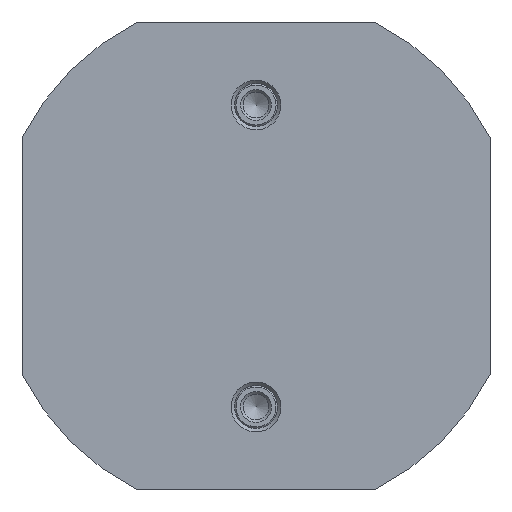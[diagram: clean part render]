
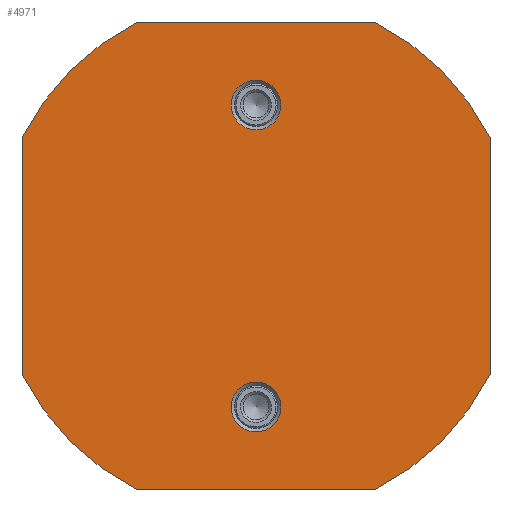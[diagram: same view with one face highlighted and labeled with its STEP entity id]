
A CAD part, front view. The second image highlights one B-rep face of the part: STEP entity #4971.
In plain terms, the highlighted planar face has unit normal (0, -1, 0).
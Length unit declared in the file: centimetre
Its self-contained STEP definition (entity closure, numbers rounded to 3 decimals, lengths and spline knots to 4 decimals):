
#159=FACE_BOUND('',#1449,.T.);
#160=FACE_BOUND('',#1450,.T.);
#161=FACE_BOUND('',#1451,.T.);
#424=LINE('',#7730,#744);
#427=LINE('',#7747,#747);
#430=LINE('',#7773,#750);
#433=LINE('',#7785,#753);
#744=VECTOR('',#6191,6.2809);
#747=VECTOR('',#6206,6.2809);
#750=VECTOR('',#6233,6.2809);
#753=VECTOR('',#6244,6.2809);
#1449=EDGE_LOOP('',(#3526));
#1450=EDGE_LOOP('',(#3527,#3528,#3529,#3530,#3531,#3532,#3533,#3534));
#1451=EDGE_LOOP('',(#3535));
#1770=CIRCLE('',#5328,6.95);
#1772=CIRCLE('',#5332,6.95);
#1779=CIRCLE('',#5346,6.95);
#1781=CIRCLE('',#5350,6.95);
#1788=CIRCLE('',#5364,0.66);
#1789=CIRCLE('',#5366,0.66);
#2112=VERTEX_POINT('',#7719);
#2113=VERTEX_POINT('',#7721);
#2115=VERTEX_POINT('',#7729);
#2117=VERTEX_POINT('',#7735);
#2120=VERTEX_POINT('',#7746);
#2126=VERTEX_POINT('',#7764);
#2128=VERTEX_POINT('',#7772);
#2130=VERTEX_POINT('',#7778);
#2137=VERTEX_POINT('',#7804);
#2138=VERTEX_POINT('',#7807);
#2617=EDGE_CURVE('',#2113,#2112,#1770,.T.);
#2620=EDGE_CURVE('',#2115,#2113,#424,.T.);
#2623=EDGE_CURVE('',#2117,#2115,#1772,.T.);
#2627=EDGE_CURVE('',#2120,#2117,#427,.T.);
#2634=EDGE_CURVE('',#2126,#2120,#1779,.T.);
#2637=EDGE_CURVE('',#2128,#2126,#430,.T.);
#2640=EDGE_CURVE('',#2130,#2128,#1781,.T.);
#2643=EDGE_CURVE('',#2112,#2130,#433,.T.);
#2650=EDGE_CURVE('',#2137,#2137,#1788,.T.);
#2651=EDGE_CURVE('',#2138,#2138,#1789,.T.);
#3526=ORIENTED_EDGE('',*,*,#2650,.F.);
#3527=ORIENTED_EDGE('',*,*,#2637,.T.);
#3528=ORIENTED_EDGE('',*,*,#2634,.T.);
#3529=ORIENTED_EDGE('',*,*,#2627,.T.);
#3530=ORIENTED_EDGE('',*,*,#2623,.T.);
#3531=ORIENTED_EDGE('',*,*,#2620,.T.);
#3532=ORIENTED_EDGE('',*,*,#2617,.T.);
#3533=ORIENTED_EDGE('',*,*,#2643,.T.);
#3534=ORIENTED_EDGE('',*,*,#2640,.T.);
#3535=ORIENTED_EDGE('',*,*,#2651,.F.);
#4461=PLANE('',#5365);
#4971=ADVANCED_FACE('',(#159,#160,#161),#4461,.F.);
#5328=AXIS2_PLACEMENT_3D('',#7722,#6186,#6187);
#5332=AXIS2_PLACEMENT_3D('',#7736,#6197,#6198);
#5346=AXIS2_PLACEMENT_3D('',#7765,#6228,#6229);
#5350=AXIS2_PLACEMENT_3D('',#7779,#6239,#6240);
#5364=AXIS2_PLACEMENT_3D('',#7805,#6269,#6270);
#5365=AXIS2_PLACEMENT_3D('',#7806,#6271,#6272);
#5366=AXIS2_PLACEMENT_3D('',#7808,#6273,#6274);
#6186=DIRECTION('center_axis',(0.,-1.,0.));
#6187=DIRECTION('ref_axis',(-0.892,0.,0.452));
#6191=DIRECTION('',(1.,0.,0.));
#6197=DIRECTION('center_axis',(0.,-1.,0.));
#6198=DIRECTION('ref_axis',(0.452,0.,0.892));
#6206=DIRECTION('',(0.,0.,-1.));
#6228=DIRECTION('center_axis',(0.,-1.,0.));
#6229=DIRECTION('ref_axis',(0.892,0.,-0.452));
#6233=DIRECTION('',(-1.,0.,0.));
#6239=DIRECTION('center_axis',(0.,-1.,0.));
#6240=DIRECTION('ref_axis',(-0.452,0.,-0.892));
#6244=DIRECTION('',(0.,0.,1.));
#6269=DIRECTION('center_axis',(0.,-1.,0.));
#6270=DIRECTION('ref_axis',(-1.,0.,0.));
#6271=DIRECTION('center_axis',(0.,1.,0.));
#6272=DIRECTION('ref_axis',(0.,0.,1.));
#6273=DIRECTION('center_axis',(0.,-1.,0.));
#6274=DIRECTION('ref_axis',(-1.,0.,0.));
#7719=CARTESIAN_POINT('',(6.2,0.,-3.1405));
#7721=CARTESIAN_POINT('',(3.1405,0.,-6.2));
#7722=CARTESIAN_POINT('Origin',(0.,0.,0.));
#7729=CARTESIAN_POINT('',(-3.1405,0.,-6.2));
#7730=CARTESIAN_POINT('',(-3.1405,0.,-6.2));
#7735=CARTESIAN_POINT('',(-6.2,0.,-3.1405));
#7736=CARTESIAN_POINT('Origin',(0.,0.,0.));
#7746=CARTESIAN_POINT('',(-6.2,0.,3.1405));
#7747=CARTESIAN_POINT('',(-6.2,0.,3.1405));
#7764=CARTESIAN_POINT('',(-3.1405,0.,6.2));
#7765=CARTESIAN_POINT('Origin',(0.,0.,0.));
#7772=CARTESIAN_POINT('',(3.1405,0.,6.2));
#7773=CARTESIAN_POINT('',(3.1405,0.,6.2));
#7778=CARTESIAN_POINT('',(6.2,0.,3.1405));
#7779=CARTESIAN_POINT('Origin',(0.,0.,0.));
#7785=CARTESIAN_POINT('',(6.2,0.,-3.1405));
#7804=CARTESIAN_POINT('',(0.66,0.,4.));
#7805=CARTESIAN_POINT('Origin',(0.,0.,4.));
#7806=CARTESIAN_POINT('Origin',(0.,0.,0.));
#7807=CARTESIAN_POINT('',(0.66,0.,-4.));
#7808=CARTESIAN_POINT('Origin',(0.,0.,-4.));
